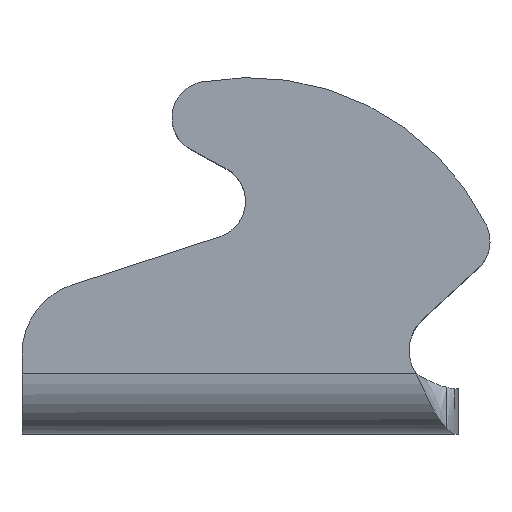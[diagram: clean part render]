
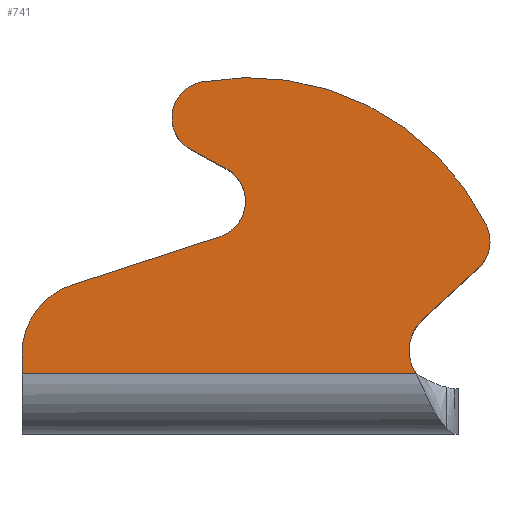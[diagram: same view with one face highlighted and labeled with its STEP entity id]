
A CAD part, top view. The second image highlights one B-rep face of the part: STEP entity #741.
In plain terms, the highlighted planar face has unit normal (0, 0, 1).
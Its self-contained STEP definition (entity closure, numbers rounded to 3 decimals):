
#25=PLANE('',#813);
#67=FACE_OUTER_BOUND('',#113,.T.);
#113=EDGE_LOOP('',(#577,#578,#579,#580,#581,#582,#583,#584,#585,#586,#587));
#161=LINE('',#1276,#225);
#167=LINE('',#1292,#231);
#168=LINE('',#1300,#232);
#169=LINE('',#1304,#233);
#170=LINE('',#1307,#234);
#225=VECTOR('',#933,10.);
#231=VECTOR('',#953,10.);
#232=VECTOR('',#960,10.);
#233=VECTOR('',#963,10.);
#234=VECTOR('',#966,10.);
#279=CIRCLE('',#814,2.3);
#280=CIRCLE('',#815,2.05);
#281=CIRCLE('',#816,14.5);
#282=CIRCLE('',#817,2.);
#283=CIRCLE('',#818,2.05);
#284=CIRCLE('',#819,4.);
#323=VERTEX_POINT('',#1175);
#335=VERTEX_POINT('',#1275);
#337=VERTEX_POINT('',#1289);
#338=VERTEX_POINT('',#1291);
#339=VERTEX_POINT('',#1293);
#340=VERTEX_POINT('',#1295);
#341=VERTEX_POINT('',#1297);
#342=VERTEX_POINT('',#1299);
#343=VERTEX_POINT('',#1301);
#344=VERTEX_POINT('',#1303);
#345=VERTEX_POINT('',#1305);
#418=EDGE_CURVE('',#335,#323,#161,.T.);
#425=EDGE_CURVE('',#337,#323,#279,.T.);
#426=EDGE_CURVE('',#338,#337,#167,.T.);
#427=EDGE_CURVE('',#339,#338,#280,.T.);
#428=EDGE_CURVE('',#340,#339,#281,.T.);
#429=EDGE_CURVE('',#341,#340,#282,.T.);
#430=EDGE_CURVE('',#342,#341,#168,.T.);
#431=EDGE_CURVE('',#343,#342,#283,.T.);
#432=EDGE_CURVE('',#344,#343,#169,.T.);
#433=EDGE_CURVE('',#345,#344,#284,.T.);
#434=EDGE_CURVE('',#335,#345,#170,.T.);
#577=ORIENTED_EDGE('',*,*,#418,.T.);
#578=ORIENTED_EDGE('',*,*,#425,.F.);
#579=ORIENTED_EDGE('',*,*,#426,.F.);
#580=ORIENTED_EDGE('',*,*,#427,.F.);
#581=ORIENTED_EDGE('',*,*,#428,.F.);
#582=ORIENTED_EDGE('',*,*,#429,.F.);
#583=ORIENTED_EDGE('',*,*,#430,.F.);
#584=ORIENTED_EDGE('',*,*,#431,.F.);
#585=ORIENTED_EDGE('',*,*,#432,.F.);
#586=ORIENTED_EDGE('',*,*,#433,.F.);
#587=ORIENTED_EDGE('',*,*,#434,.F.);
#741=ADVANCED_FACE('',(#67),#25,.T.);
#813=AXIS2_PLACEMENT_3D('',#1288,#949,#950);
#814=AXIS2_PLACEMENT_3D('',#1290,#951,#952);
#815=AXIS2_PLACEMENT_3D('',#1294,#954,#955);
#816=AXIS2_PLACEMENT_3D('',#1296,#956,#957);
#817=AXIS2_PLACEMENT_3D('',#1298,#958,#959);
#818=AXIS2_PLACEMENT_3D('',#1302,#961,#962);
#819=AXIS2_PLACEMENT_3D('',#1306,#964,#965);
#933=DIRECTION('',(1.,0.,0.));
#949=DIRECTION('center_axis',(0.,0.,
1.));
#950=DIRECTION('ref_axis',(1.,0.,0.));
#951=DIRECTION('center_axis',(0.,0.,
1.));
#952=DIRECTION('ref_axis',(-0.677,0.736,0.));
#953=DIRECTION('',(-0.736,-0.677,0.));
#954=DIRECTION('center_axis',(0.,0.,
-1.));
#955=DIRECTION('ref_axis',(-0.677,0.736,0.));
#956=DIRECTION('center_axis',(0.,0.,
-1.));
#957=DIRECTION('ref_axis',(-0.897,-0.441,0.));
#958=DIRECTION('center_axis',(0.,0.,
-1.));
#959=DIRECTION('ref_axis',(0.182,-0.983,0.));
#960=DIRECTION('',(-0.88,0.474,0.));
#961=DIRECTION('center_axis',(0.,0.,
1.));
#962=DIRECTION('ref_axis',(0.31,-0.951,0.));
#963=DIRECTION('',(0.951,0.31,0.));
#964=DIRECTION('center_axis',(0.,0.,
-1.));
#965=DIRECTION('ref_axis',(0.31,-0.951,0.));
#966=DIRECTION('',(0.,1.,0.));
#1175=CARTESIAN_POINT('',(21.703,3.3,2.5));
#1275=CARTESIAN_POINT('',(0.,3.3,2.5));
#1276=CARTESIAN_POINT('',(6.691,3.3,2.5));
#1288=CARTESIAN_POINT('Origin',(11.679,-0.655,2.5));
#1289=CARTESIAN_POINT('',(22.044,6.293,2.5));
#1290=CARTESIAN_POINT('Origin',(23.6,4.6,2.5));
#1291=CARTESIAN_POINT('',(25.087,9.091,2.5));
#1292=CARTESIAN_POINT('',(25.087,9.091,2.5));
#1293=CARTESIAN_POINT('',(25.54,11.504,2.5));
#1294=CARTESIAN_POINT('Origin',(23.7,10.6,2.5));
#1295=CARTESIAN_POINT('',(9.886,19.367,2.5));
#1296=CARTESIAN_POINT('Origin',(12.526,5.109,2.5));
#1297=CARTESIAN_POINT('',(9.302,15.639,2.5));
#1298=CARTESIAN_POINT('Origin',(10.25,17.4,2.5));
#1299=CARTESIAN_POINT('',(11.222,14.605,2.5));
#1300=CARTESIAN_POINT('',(11.222,14.605,2.5));
#1301=CARTESIAN_POINT('',(10.885,10.851,2.5));
#1302=CARTESIAN_POINT('Origin',(10.25,12.8,2.5));
#1303=CARTESIAN_POINT('',(2.761,8.203,2.5));
#1304=CARTESIAN_POINT('',(2.761,8.203,2.5));
#1305=CARTESIAN_POINT('',(0.,4.4,2.5));
#1306=CARTESIAN_POINT('Origin',(4.,4.4,2.5));
#1307=CARTESIAN_POINT('',(0.,0.,2.5));
